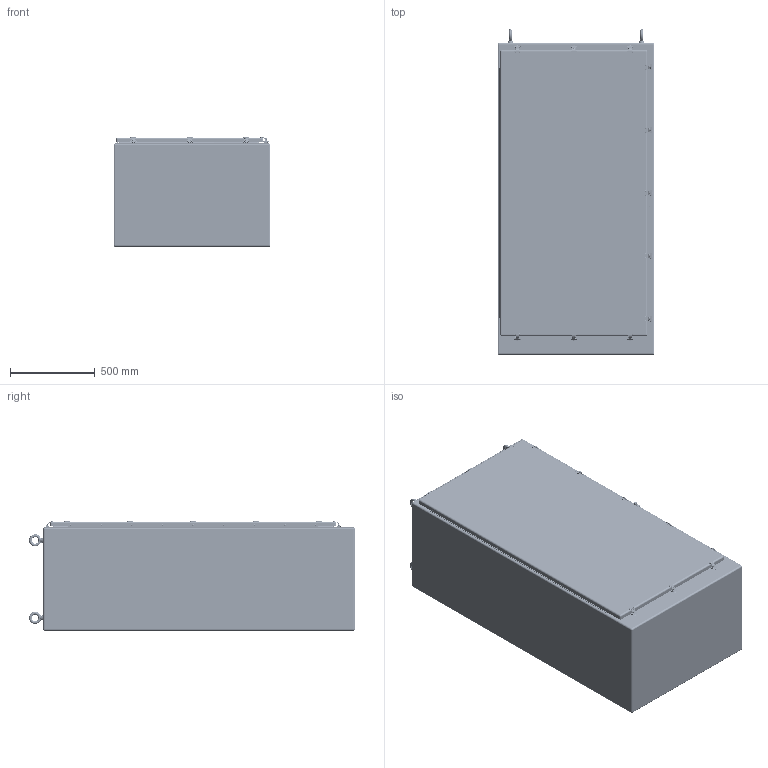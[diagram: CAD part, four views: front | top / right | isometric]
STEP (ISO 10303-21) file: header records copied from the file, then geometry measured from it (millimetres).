
FILE_DESCRIPTION(/* description */ (''),/* implementation_level */ '2;1');
FILE_NAME(/* name */ 'HW-N4X723624CH.stp',/* time_stamp */ '2014-04-17T13:14:13-05:00',/* author */ ('jtigges'),/* organization */ (''),/* preprocessor_version */ 'ST-DEVELOPER v15.2',/* originating_system */ 'Autodesk Inventor 2014',/* authorisation */ '');
FILE_SCHEMA (('AUTOMOTIVE_DESIGN { 1 0 10303 214 3 1 1 }'));
Products named in the file (38): N723624FSHWT_BOX; N723624FSHWT_COVER; GASKET_72X36; WP7236FSU; SS_58_HINGE; RMRIV66; NONEA; NONEB; NONEC; NONED; NONEE; NONEF; NONEG; NONEH; NONEI; NONE; RMLATNLL150_65; RMLATNLL150_66; RMLATNLL150_67; RMLATNLL150_68; RMLATNLL150_69; RMRIV44; RMSTUD202430PL; WASHER440X1000X60; HEXNUT375; BP7236; RMLATNLL150_70; RMLATNLL150_71; RMLATNLL150_72; RMLATNLL150_73; RMLATNLL150_74; RMLATNLL150_75; EYE_BOLT750; RMFBGL_C-CHANNEL_24; WASHER812X1469X134; HEXNUT75; RMKEEPNLL150WT; N723624FSHWT_STP
Bounding box: 927.1 x 1924.74 x 646.76 mm (x, y, z)
Volume: 51419939 mm3; surface area: 18017086.3 mm2
Topology: 242 solids, 242 shells, 4322 faces, 10815 edges, 7036 vertices
Faces by surface type: plane 1950, cylinder 1624, cone 285, bspline 269, torus 111, sphere 83
Full cylindrical faces by diameter (mm): 2.4 x11, 2.7 x22, 3 x11, 3.048 x1, 3.175 x88, 3.25 x11, 3.302 x22, 3.5 x11, 4.2 x22, 4.609 x11, 4.618 x11, 4.699 x36, 4.7 x11, 4.9 x11, 5 x22, 5.131 x18, 5.3 x11, 6.35 x44, 6.401 x10, 9.525 x39, 11.112 x14, 11.113 x6, 13.3 x11, 13.5 x11, 15.875 x1, 16.307 x4, 16.85 x76, 19.05 x81, 20.625 x4, 25.4 x10
Entity records: 41789 total; most frequent: CARTESIAN_POINT 22557, DIRECTION 4064, ORIENTED_EDGE 3160, AXIS2_PLACEMENT_3D 1693, EDGE_CURVE 1580, EDGE_LOOP 1212, VERTEX_POINT 1142, ADVANCED_FACE 741
